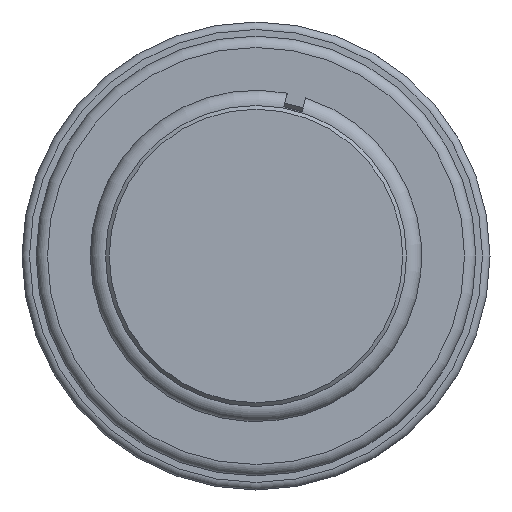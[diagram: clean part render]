
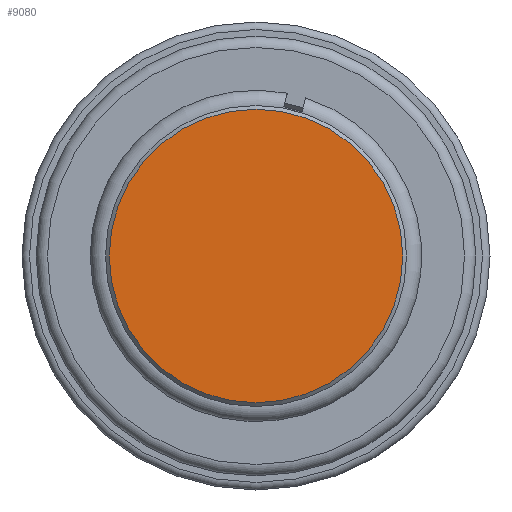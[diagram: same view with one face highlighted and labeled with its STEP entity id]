
A CAD part, left-side view. The second image highlights one B-rep face of the part: STEP entity #9080.
In plain terms, the highlighted planar face has unit normal (-1, 0, 0).
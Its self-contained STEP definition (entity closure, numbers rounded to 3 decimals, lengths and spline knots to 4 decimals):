
#898=CIRCLE('',#9637,7.775);
#2181=PLANE('',#9636);
#2896=FACE_OUTER_BOUND('',#3398,.T.);
#3398=EDGE_LOOP('',(#6324));
#3994=VERTEX_POINT('',#11933);
#4930=EDGE_CURVE('',#3994,#3994,#898,.T.);
#6324=ORIENTED_EDGE('',*,*,#4930,.F.);
#9080=ADVANCED_FACE('',(#2896),#2181,.T.);
#9636=AXIS2_PLACEMENT_3D('',#11932,#10269,#10270);
#9637=AXIS2_PLACEMENT_3D('',#11934,#10271,#10272);
#10269=DIRECTION('center_axis',(-1.,0.,0.));
#10270=DIRECTION('ref_axis',(0.,0.,1.));
#10271=DIRECTION('center_axis',(1.,0.,0.));
#10272=DIRECTION('ref_axis',(0.,1.,0.));
#11932=CARTESIAN_POINT('Origin',(0.,-6.7875,0.));
#11933=CARTESIAN_POINT('',(0.,-7.775,0.));
#11934=CARTESIAN_POINT('Origin',(0.,0.,0.));
